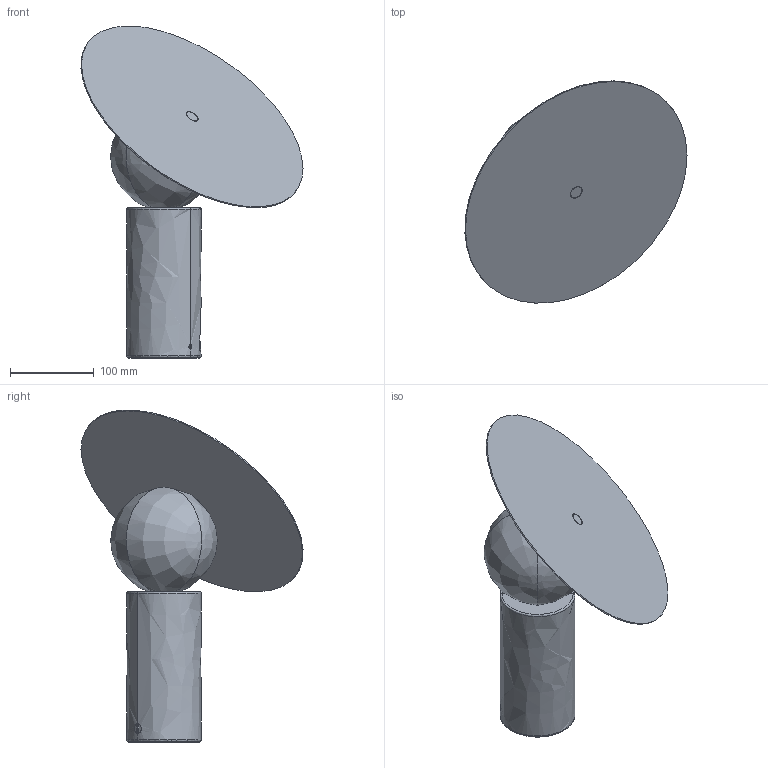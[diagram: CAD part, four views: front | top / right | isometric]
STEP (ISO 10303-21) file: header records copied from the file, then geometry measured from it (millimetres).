
FILE_DESCRIPTION(/* description */ (''),/* implementation_level */ '2;1');
FILE_NAME(/* name */ 'Bola Disc Table ',/* time_stamp */ '2019-02-15T11:56:19-05:00',/* author */ (''),/* organization */ (''),/* preprocessor_version */ 'ST-DEVELOPER v15',/* originating_system */ '',/* authorisation */ '');
FILE_SCHEMA (('CONFIG_CONTROL_DESIGN'));
Length unit declared in the file: millimetre
Products named in the file (1): Document
Bounding box: 264.57 x 264.57 x 395.54 mm (x, y, z)
Volume: 335537.6 mm3; surface area: 414982 mm2
Topology: 39 solids, 51 shells, 1303 faces, 3452 edges, 2068 vertices
Faces by surface type: bspline 831, plane 472
Entity records: 57120 total; most frequent: CARTESIAN_POINT 37315, ORIENTED_EDGE 6456, EDGE_CURVE 3276, VERTEX_POINT 2066, B_SPLINE_CURVE_WITH_KNOTS 2019, EDGE_LOOP 1429, ADVANCED_FACE 1303, FACE_OUTER_BOUND 1303
